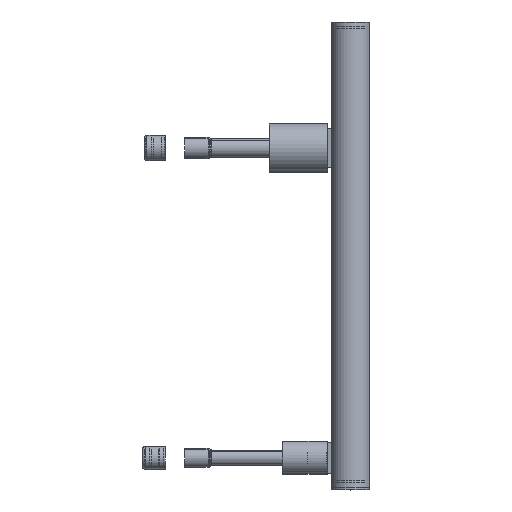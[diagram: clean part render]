
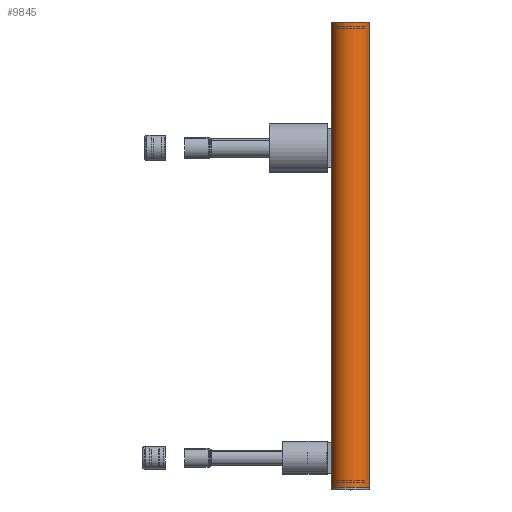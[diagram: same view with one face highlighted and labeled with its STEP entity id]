
A CAD part, top view. The second image highlights one B-rep face of the part: STEP entity #9845.
In plain terms, the highlighted cylindrical face has radius 10 mm (diameter 20 mm), a full revolution.
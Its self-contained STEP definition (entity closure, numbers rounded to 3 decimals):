
#467=CYLINDRICAL_SURFACE('',#11125,10.);
#876=FACE_OUTER_BOUND('',#1465,.T.);
#1465=EDGE_LOOP('',(#7992,#7993,#7994,#7995));
#2271=LINE('',#16545,#3158);
#3158=VECTOR('',#13363,10.);
#3784=CIRCLE('',#11126,10.);
#3785=CIRCLE('',#11127,10.);
#4578=VERTEX_POINT('',#16542);
#4579=VERTEX_POINT('',#16544);
#5784=EDGE_CURVE('',#4578,#4578,#3784,.T.);
#5785=EDGE_CURVE('',#4578,#4579,#2271,.T.);
#5786=EDGE_CURVE('',#4579,#4579,#3785,.T.);
#7992=ORIENTED_EDGE('',*,*,#5784,.T.);
#7993=ORIENTED_EDGE('',*,*,#5785,.T.);
#7994=ORIENTED_EDGE('',*,*,#5786,.F.);
#7995=ORIENTED_EDGE('',*,*,#5785,.F.);
#9845=ADVANCED_FACE('',(#876),#467,.T.);
#11125=AXIS2_PLACEMENT_3D('',#16541,#13359,#13360);
#11126=AXIS2_PLACEMENT_3D('',#16543,#13361,#13362);
#11127=AXIS2_PLACEMENT_3D('',#16546,#13364,#13365);
#13359=DIRECTION('center_axis',(0.,0.,1.));
#13360=DIRECTION('ref_axis',(-1.,0.,0.));
#13361=DIRECTION('center_axis',(0.,0.,-1.));
#13362=DIRECTION('ref_axis',(-1.,0.,0.));
#13363=DIRECTION('',(0.,0.,-1.));
#13364=DIRECTION('center_axis',(0.,0.,-1.));
#13365=DIRECTION('ref_axis',(-1.,0.,0.));
#16541=CARTESIAN_POINT('Origin',(0.,0.,0.));
#16542=CARTESIAN_POINT('',(10.,0.,240.));
#16543=CARTESIAN_POINT('Origin',(0.,0.,240.));
#16544=CARTESIAN_POINT('',(10.,0.,0.));
#16545=CARTESIAN_POINT('',(10.,0.,0.));
#16546=CARTESIAN_POINT('Origin',(0.,0.,0.));
